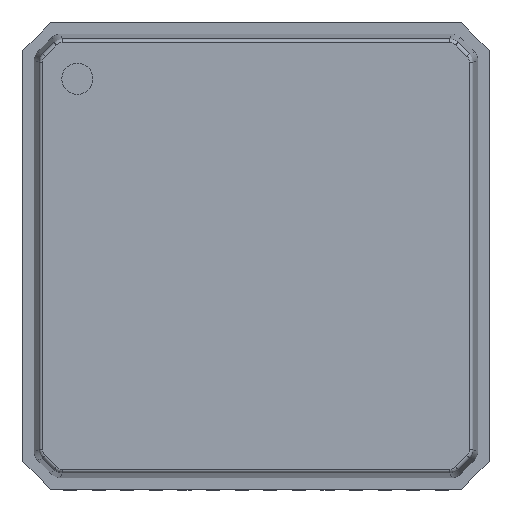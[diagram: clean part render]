
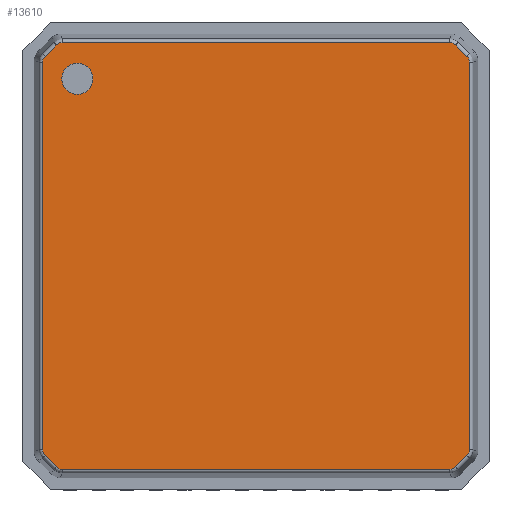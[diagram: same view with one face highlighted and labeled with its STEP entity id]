
A CAD part, top view. The second image highlights one B-rep face of the part: STEP entity #13610.
In plain terms, the highlighted planar face has unit normal (0, 0, 1).
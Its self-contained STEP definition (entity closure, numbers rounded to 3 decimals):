
#36=ELLIPSE('',#14350,0.155,0.153);
#37=ELLIPSE('',#14351,0.155,0.153);
#38=ELLIPSE('',#14352,0.155,0.153);
#39=ELLIPSE('',#14353,0.155,0.153);
#40=ELLIPSE('',#14354,0.155,0.153);
#41=ELLIPSE('',#14355,0.155,0.153);
#42=ELLIPSE('',#14356,0.155,0.153);
#43=ELLIPSE('',#14357,0.155,0.153);
#382=PLANE('',#14348);
#1543=LINE('',#19928,#2747);
#1544=LINE('',#19932,#2748);
#1545=LINE('',#19936,#2749);
#1546=LINE('',#19940,#2750);
#1547=LINE('',#19944,#2751);
#1548=LINE('',#19948,#2752);
#1549=LINE('',#19952,#2753);
#1550=LINE('',#19956,#2754);
#2747=VECTOR('',#16920,1000.);
#2748=VECTOR('',#16923,1000.);
#2749=VECTOR('',#16926,1000.);
#2750=VECTOR('',#16929,1000.);
#2751=VECTOR('',#16932,1000.);
#2752=VECTOR('',#16935,1000.);
#2753=VECTOR('',#16938,1000.);
#2754=VECTOR('',#16941,1000.);
#5464=ORIENTED_EDGE('',*,*,#7140,.F.);
#5465=ORIENTED_EDGE('',*,*,#7141,.T.);
#5466=ORIENTED_EDGE('',*,*,#7142,.T.);
#5467=ORIENTED_EDGE('',*,*,#7143,.T.);
#5468=ORIENTED_EDGE('',*,*,#7144,.T.);
#5469=ORIENTED_EDGE('',*,*,#7145,.T.);
#5470=ORIENTED_EDGE('',*,*,#7146,.T.);
#5471=ORIENTED_EDGE('',*,*,#7147,.T.);
#5472=ORIENTED_EDGE('',*,*,#7148,.T.);
#5473=ORIENTED_EDGE('',*,*,#7149,.T.);
#5474=ORIENTED_EDGE('',*,*,#7150,.T.);
#5475=ORIENTED_EDGE('',*,*,#7151,.T.);
#5476=ORIENTED_EDGE('',*,*,#7152,.T.);
#5477=ORIENTED_EDGE('',*,*,#7153,.T.);
#5478=ORIENTED_EDGE('',*,*,#7154,.T.);
#5479=ORIENTED_EDGE('',*,*,#7155,.T.);
#5480=ORIENTED_EDGE('',*,*,#7156,.T.);
#7140=EDGE_CURVE('',#8184,#8184,#8465,.T.);
#7141=EDGE_CURVE('',#8185,#8186,#36,.T.);
#7142=EDGE_CURVE('',#8186,#8187,#1543,.F.);
#7143=EDGE_CURVE('',#8187,#8188,#37,.T.);
#7144=EDGE_CURVE('',#8188,#8189,#1544,.F.);
#7145=EDGE_CURVE('',#8189,#8190,#38,.T.);
#7146=EDGE_CURVE('',#8190,#8191,#1545,.F.);
#7147=EDGE_CURVE('',#8191,#8192,#39,.T.);
#7148=EDGE_CURVE('',#8192,#8193,#1546,.F.);
#7149=EDGE_CURVE('',#8193,#8194,#40,.T.);
#7150=EDGE_CURVE('',#8194,#8195,#1547,.F.);
#7151=EDGE_CURVE('',#8195,#8196,#41,.T.);
#7152=EDGE_CURVE('',#8196,#8197,#1548,.F.);
#7153=EDGE_CURVE('',#8197,#8198,#42,.T.);
#7154=EDGE_CURVE('',#8198,#8199,#1549,.F.);
#7155=EDGE_CURVE('',#8199,#8200,#43,.T.);
#7156=EDGE_CURVE('',#8200,#8185,#1550,.F.);
#8184=VERTEX_POINT('',#19924);
#8185=VERTEX_POINT('',#19926);
#8186=VERTEX_POINT('',#19927);
#8187=VERTEX_POINT('',#19929);
#8188=VERTEX_POINT('',#19931);
#8189=VERTEX_POINT('',#19933);
#8190=VERTEX_POINT('',#19935);
#8191=VERTEX_POINT('',#19937);
#8192=VERTEX_POINT('',#19939);
#8193=VERTEX_POINT('',#19941);
#8194=VERTEX_POINT('',#19943);
#8195=VERTEX_POINT('',#19945);
#8196=VERTEX_POINT('',#19947);
#8197=VERTEX_POINT('',#19949);
#8198=VERTEX_POINT('',#19951);
#8199=VERTEX_POINT('',#19953);
#8200=VERTEX_POINT('',#19955);
#8465=CIRCLE('',#14349,0.272);
#8932=EDGE_LOOP('',(#5464));
#8933=EDGE_LOOP('',(#5465,#5466,#5467,#5468,#5469,#5470,#5471,#5472,#5473,
#5474,#5475,#5476,#5477,#5478,#5479,#5480));
#9440=FACE_BOUND('',#8932,.T.);
#9441=FACE_BOUND('',#8933,.T.);
#13610=ADVANCED_FACE('',(#9440,#9441),#382,.T.);
#14348=AXIS2_PLACEMENT_3D('',#19922,#16914,#16915);
#14349=AXIS2_PLACEMENT_3D('',#19923,#16916,#16917);
#14350=AXIS2_PLACEMENT_3D('',#19925,#16918,#16919);
#14351=AXIS2_PLACEMENT_3D('',#19930,#16921,#16922);
#14352=AXIS2_PLACEMENT_3D('',#19934,#16924,#16925);
#14353=AXIS2_PLACEMENT_3D('',#19938,#16927,#16928);
#14354=AXIS2_PLACEMENT_3D('',#19942,#16930,#16931);
#14355=AXIS2_PLACEMENT_3D('',#19946,#16933,#16934);
#14356=AXIS2_PLACEMENT_3D('',#19950,#16936,#16937);
#14357=AXIS2_PLACEMENT_3D('',#19954,#16939,#16940);
#16914=DIRECTION('',(0.,0.,1.));
#16915=DIRECTION('',(1.,0.,0.));
#16916=DIRECTION('',(0.,0.,1.));
#16917=DIRECTION('',(1.,0.,0.));
#16918=DIRECTION('',(0.,0.,1.));
#16919=DIRECTION('',(0.383,-0.924,0.));
#16920=DIRECTION('',(-0.707,-0.707,0.));
#16921=DIRECTION('',(0.,0.,1.));
#16922=DIRECTION('',(0.924,-0.383,0.));
#16923=DIRECTION('',(0.,-1.,0.));
#16924=DIRECTION('',(0.,0.,1.));
#16925=DIRECTION('',(0.924,0.383,0.));
#16926=DIRECTION('',(0.707,-0.707,0.));
#16927=DIRECTION('',(0.,0.,1.));
#16928=DIRECTION('',(0.383,0.924,0.));
#16929=DIRECTION('',(1.,0.,0.));
#16930=DIRECTION('',(0.,0.,1.));
#16931=DIRECTION('',(-0.383,0.924,0.));
#16932=DIRECTION('',(0.707,0.707,0.));
#16933=DIRECTION('',(0.,0.,1.));
#16934=DIRECTION('',(-0.924,0.383,0.));
#16935=DIRECTION('',(0.,1.,0.));
#16936=DIRECTION('',(0.,0.,1.));
#16937=DIRECTION('',(-0.924,-0.383,0.));
#16938=DIRECTION('',(-0.707,0.707,0.));
#16939=DIRECTION('',(0.,0.,1.));
#16940=DIRECTION('',(-0.383,-0.924,0.));
#16941=DIRECTION('',(-1.,0.,0.));
#19922=CARTESIAN_POINT('',(0.,0.,0.85));
#19923=CARTESIAN_POINT('',(-3.122,3.096,0.85));
#19924=CARTESIAN_POINT('',(-2.849,3.096,0.85));
#19925=CARTESIAN_POINT('',(3.383,-3.576,0.85));
#19926=CARTESIAN_POINT('',(3.384,-3.73,0.85));
#19927=CARTESIAN_POINT('',(3.492,-3.686,0.85));
#19928=CARTESIAN_POINT('',(3.684,-3.494,0.85));
#19929=CARTESIAN_POINT('',(3.686,-3.492,0.85));
#19930=CARTESIAN_POINT('',(3.576,-3.383,0.85));
#19931=CARTESIAN_POINT('',(3.73,-3.384,0.85));
#19932=CARTESIAN_POINT('',(3.73,3.381,0.85));
#19933=CARTESIAN_POINT('',(3.73,3.384,0.85));
#19934=CARTESIAN_POINT('',(3.576,3.383,0.85));
#19935=CARTESIAN_POINT('',(3.686,3.492,0.85));
#19936=CARTESIAN_POINT('',(3.494,3.684,0.85));
#19937=CARTESIAN_POINT('',(3.492,3.686,0.85));
#19938=CARTESIAN_POINT('',(3.383,3.576,0.85));
#19939=CARTESIAN_POINT('',(3.384,3.73,0.85));
#19940=CARTESIAN_POINT('',(-3.381,3.73,0.85));
#19941=CARTESIAN_POINT('',(-3.384,3.73,0.85));
#19942=CARTESIAN_POINT('',(-3.383,3.576,0.85));
#19943=CARTESIAN_POINT('',(-3.492,3.686,0.85));
#19944=CARTESIAN_POINT('',(-3.684,3.494,0.85));
#19945=CARTESIAN_POINT('',(-3.686,3.492,0.85));
#19946=CARTESIAN_POINT('',(-3.576,3.383,0.85));
#19947=CARTESIAN_POINT('',(-3.73,3.384,0.85));
#19948=CARTESIAN_POINT('',(-3.73,-3.381,0.85));
#19949=CARTESIAN_POINT('',(-3.73,-3.384,0.85));
#19950=CARTESIAN_POINT('',(-3.576,-3.383,0.85));
#19951=CARTESIAN_POINT('',(-3.686,-3.492,0.85));
#19952=CARTESIAN_POINT('',(-3.494,-3.684,0.85));
#19953=CARTESIAN_POINT('',(-3.492,-3.686,0.85));
#19954=CARTESIAN_POINT('',(-3.383,-3.576,0.85));
#19955=CARTESIAN_POINT('',(-3.384,-3.73,0.85));
#19956=CARTESIAN_POINT('',(3.381,-3.73,0.85));
